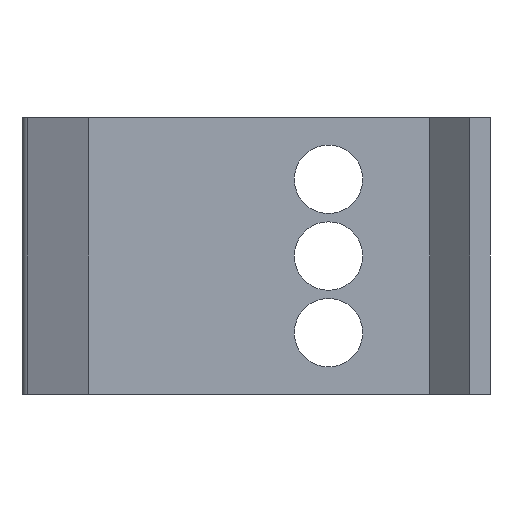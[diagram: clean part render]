
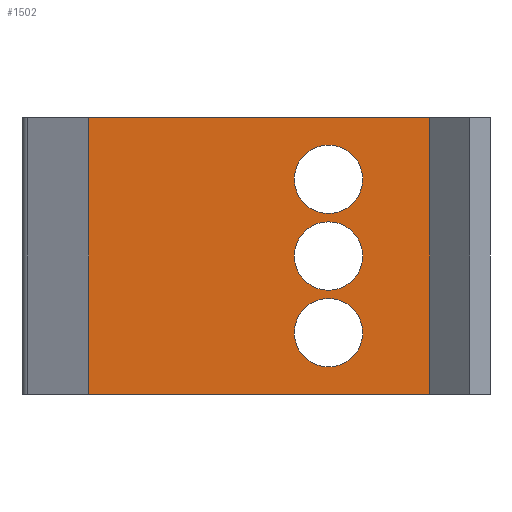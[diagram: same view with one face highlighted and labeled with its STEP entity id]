
A CAD part, left-side view. The second image highlights one B-rep face of the part: STEP entity #1502.
In plain terms, the highlighted planar face has unit normal (-1, 0, 0).
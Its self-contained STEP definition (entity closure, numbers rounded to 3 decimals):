
#137=LINE('',#2446,#287);
#141=LINE('',#2455,#291);
#143=LINE('',#2462,#293);
#144=LINE('',#2463,#294);
#287=VECTOR('',#2004,1000.);
#291=VECTOR('',#2010,1000.);
#293=VECTOR('',#2020,1000.);
#294=VECTOR('',#2021,1000.);
#593=ORIENTED_EDGE('',*,*,#924,.F.);
#594=ORIENTED_EDGE('',*,*,#916,.T.);
#595=ORIENTED_EDGE('',*,*,#925,.T.);
#596=ORIENTED_EDGE('',*,*,#920,.T.);
#597=ORIENTED_EDGE('',*,*,#781,.F.);
#598=ORIENTED_EDGE('',*,*,#779,.F.);
#599=ORIENTED_EDGE('',*,*,#777,.F.);
#777=EDGE_CURVE('',#979,#979,#1119,.T.);
#779=EDGE_CURVE('',#981,#981,#1121,.T.);
#781=EDGE_CURVE('',#983,#983,#1123,.T.);
#916=EDGE_CURVE('',#1082,#1081,#137,.T.);
#920=EDGE_CURVE('',#1086,#1085,#141,.T.);
#924=EDGE_CURVE('',#1082,#1085,#143,.T.);
#925=EDGE_CURVE('',#1081,#1086,#144,.T.);
#979=VERTEX_POINT('',#2166);
#981=VERTEX_POINT('',#2171);
#983=VERTEX_POINT('',#2176);
#1081=VERTEX_POINT('',#2445);
#1082=VERTEX_POINT('',#2447);
#1085=VERTEX_POINT('',#2454);
#1086=VERTEX_POINT('',#2456);
#1119=CIRCLE('',#1581,3.4);
#1121=CIRCLE('',#1584,3.4);
#1123=CIRCLE('',#1587,3.4);
#1233=EDGE_LOOP('',(#593,#594,#595,#596));
#1234=EDGE_LOOP('',(#597));
#1235=EDGE_LOOP('',(#598));
#1236=EDGE_LOOP('',(#599));
#1349=FACE_BOUND('',#1233,.T.);
#1350=FACE_BOUND('',#1234,.T.);
#1351=FACE_BOUND('',#1235,.T.);
#1352=FACE_BOUND('',#1236,.T.);
#1422=PLANE('',#1646);
#1502=ADVANCED_FACE('',(#1349,#1350,#1351,#1352),#1422,.T.);
#1581=AXIS2_PLACEMENT_3D('',#2165,#1765,#1766);
#1584=AXIS2_PLACEMENT_3D('',#2170,#1771,#1772);
#1587=AXIS2_PLACEMENT_3D('',#2175,#1777,#1778);
#1646=AXIS2_PLACEMENT_3D('',#2461,#2018,#2019);
#1765=DIRECTION('',(-1.,0.,0.));
#1766=DIRECTION('',(0.,0.,1.));
#1771=DIRECTION('',(-1.,0.,0.));
#1772=DIRECTION('',(0.,0.,1.));
#1777=DIRECTION('',(-1.,0.,0.));
#1778=DIRECTION('',(0.,0.,1.));
#2004=DIRECTION('',(0.,0.,1.));
#2010=DIRECTION('',(0.,0.,-1.));
#2018=DIRECTION('',(-1.,0.,0.));
#2019=DIRECTION('',(0.,-1.,0.));
#2020=DIRECTION('',(0.,1.,0.));
#2021=DIRECTION('',(0.,1.,0.));
#2165=CARTESIAN_POINT('',(-22.546,16.526,21.38));
#2166=CARTESIAN_POINT('',(-22.546,16.526,24.78));
#2170=CARTESIAN_POINT('',(-22.546,16.526,13.75));
#2171=CARTESIAN_POINT('',(-22.546,16.526,17.15));
#2175=CARTESIAN_POINT('',(-22.546,16.526,6.13));
#2176=CARTESIAN_POINT('',(-22.546,16.526,9.53));
#2445=CARTESIAN_POINT('',(-22.546,6.476,27.51));
#2446=CARTESIAN_POINT('',(-22.546,6.476,26.1));
#2447=CARTESIAN_POINT('',(-22.546,6.476,0.));
#2454=CARTESIAN_POINT('',(-22.546,40.326,0.));
#2455=CARTESIAN_POINT('',(-22.546,40.326,27.51));
#2456=CARTESIAN_POINT('',(-22.546,40.326,27.51));
#2461=CARTESIAN_POINT('',(-22.546,5.226,27.5));
#2462=CARTESIAN_POINT('',(-22.546,5.226,0.));
#2463=CARTESIAN_POINT('',(-22.546,31.529,27.51));
